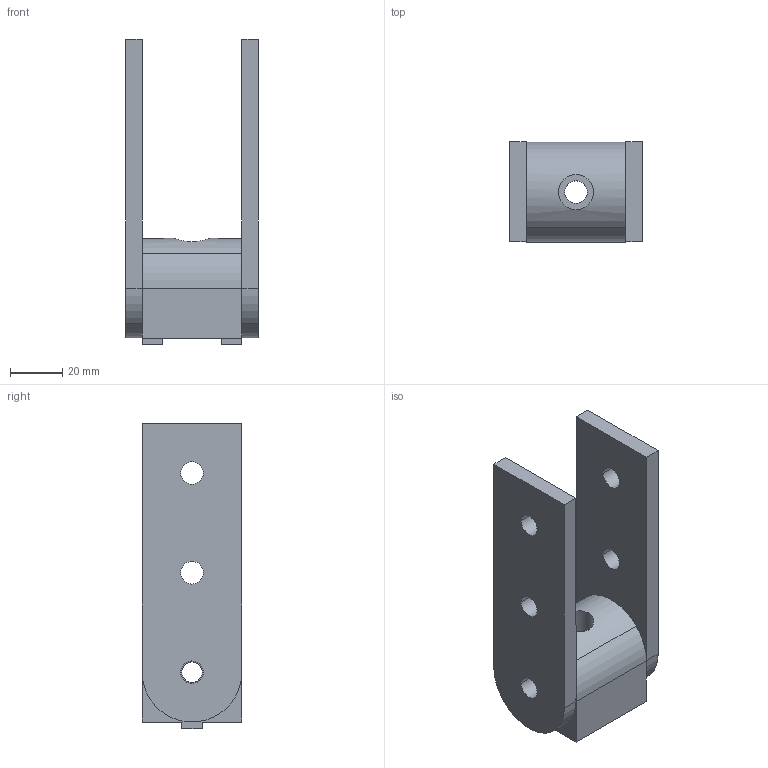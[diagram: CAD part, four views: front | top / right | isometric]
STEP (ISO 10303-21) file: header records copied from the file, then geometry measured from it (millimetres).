
FILE_DESCRIPTION((''),'2;1');
FILE_NAME('15HI8821.stp','2006-03-13T15:35:41',('Shawn Mantel'),('Faztek, LLC'),'Mechanical Desktop 2005','Mechanical Desktop 2005',', , ');
FILE_SCHEMA(('CONFIG_CONTROL_DESIGN'));
Length unit declared in the file: inch
Products named in the file (1): Product
Bounding box: 50.8 x 38.1 x 116.84 mm (x, y, z)
Volume: 96094.9 mm3; surface area: 30364.3 mm2
Topology: 3 solids, 3 shells, 50 faces, 131 edges, 88 vertices
Faces by surface type: cylinder 26, plane 24
Entity records: 1806 total; most frequent: CARTESIAN_POINT 406, DIRECTION 271, ORIENTED_EDGE 262, EDGE_CURVE 131, AXIS2_PLACEMENT_3D 97, VERTEX_POINT 88, VECTOR 77, LINE 77
